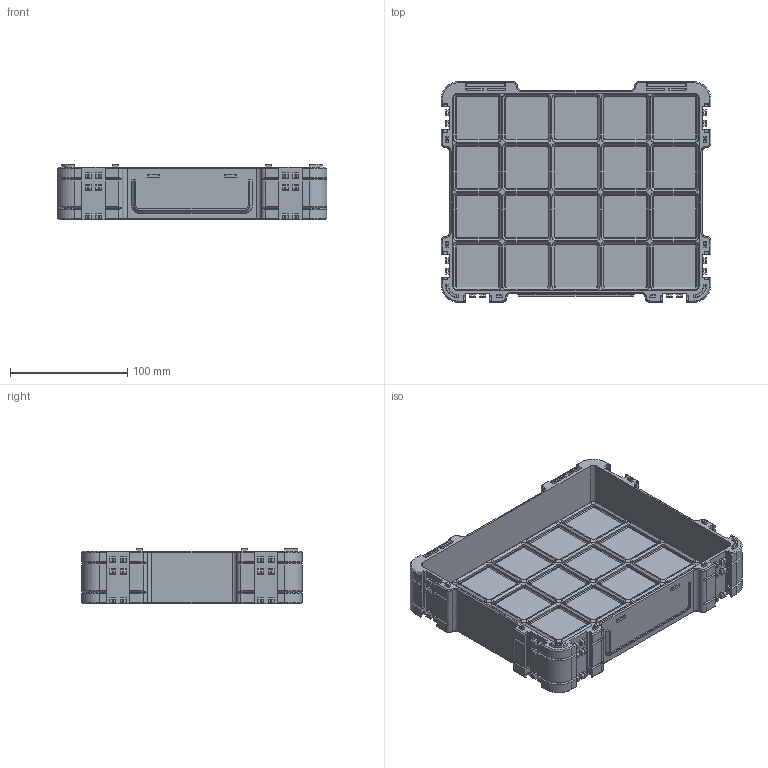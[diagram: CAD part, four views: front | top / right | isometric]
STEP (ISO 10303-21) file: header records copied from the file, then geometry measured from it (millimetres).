
FILE_DESCRIPTION(/* description */ (''),/* implementation_level */ '2;1');
FILE_NAME(/* name */ 'Base.step',/* time_stamp */ '2023-08-05T03:06:22+02:00',/* author */ (''),/* organization */ (''),/* preprocessor_version */ 'ST-DEVELOPER v20',/* originating_system */ 'Autodesk Translation Framework v12.9.0.99',/* authorisation */ '');
FILE_SCHEMA (('AUTOMOTIVE_DESIGN { 1 0 10303 214 3 1 1 }'));
Length unit declared in the file: millimetre
Products named in the file (1): Base
Bounding box: 230 x 188 x 47.5 mm (x, y, z)
Volume: 303606.3 mm3; surface area: 166118.7 mm2
Topology: 1 solids, 1 shells, 1548 faces, 3890 edges, 2428 vertices
Faces by surface type: plane 1146, cone 238, cylinder 164
Entity records: 45327 total; most frequent: CARTESIAN_POINT 7987, ORIENTED_EDGE 7780, DIRECTION 7540, EDGE_CURVE 3890, LINE 3258, VECTOR 3258, VERTEX_POINT 2428, AXIS2_PLACEMENT_3D 2141
